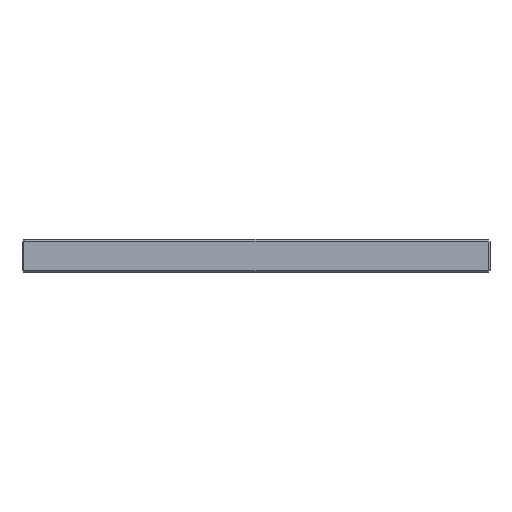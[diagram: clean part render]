
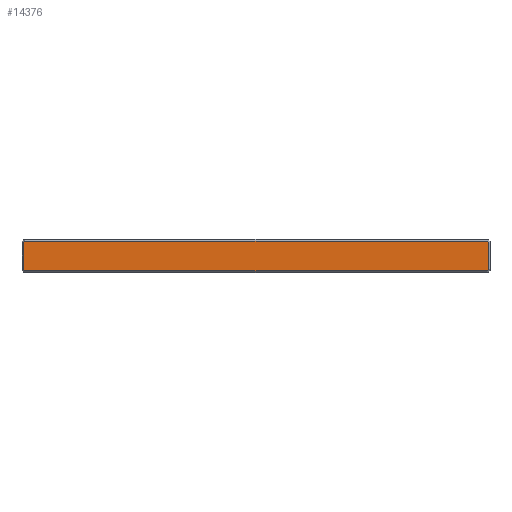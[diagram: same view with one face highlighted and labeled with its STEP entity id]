
A CAD part, front view. The second image highlights one B-rep face of the part: STEP entity #14376.
In plain terms, the highlighted planar face has unit normal (0, -1, 0).
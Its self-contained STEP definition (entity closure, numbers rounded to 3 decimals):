
#10301=FACE_OUTER_BOUND('',#27481,.T.);
#14376=ADVANCED_FACE('',(#10301),#19092,.T.);
#19092=PLANE('',#97112);
#27481=EDGE_LOOP('',(#33368,#33369,#33370,#33371,#33372,#33373,#33374,#33375));
#33368=ORIENTED_EDGE('',*,*,#67176,.T.);
#33369=ORIENTED_EDGE('',*,*,#67177,.F.);
#33370=ORIENTED_EDGE('',*,*,#67178,.T.);
#33371=ORIENTED_EDGE('',*,*,#67179,.T.);
#33372=ORIENTED_EDGE('',*,*,#67180,.T.);
#33373=ORIENTED_EDGE('',*,*,#67181,.F.);
#33374=ORIENTED_EDGE('',*,*,#67182,.T.);
#33375=ORIENTED_EDGE('',*,*,#67183,.T.);
#58592=VERTEX_POINT('',#127437);
#58593=VERTEX_POINT('',#127438);
#58594=VERTEX_POINT('',#127440);
#58595=VERTEX_POINT('',#127442);
#58596=VERTEX_POINT('',#127444);
#58597=VERTEX_POINT('',#127446);
#58598=VERTEX_POINT('',#127448);
#58599=VERTEX_POINT('',#127450);
#67176=EDGE_CURVE('',#58592,#58593,#79701,.T.);
#67177=EDGE_CURVE('',#58594,#58593,#79702,.T.);
#67178=EDGE_CURVE('',#58594,#58595,#79703,.T.);
#67179=EDGE_CURVE('',#58595,#58596,#79704,.T.);
#67180=EDGE_CURVE('',#58596,#58597,#79705,.T.);
#67181=EDGE_CURVE('',#58598,#58597,#79706,.T.);
#67182=EDGE_CURVE('',#58598,#58599,#79707,.T.);
#67183=EDGE_CURVE('',#58599,#58592,#79708,.T.);
#79701=LINE('',#127436,#88449);
#79702=LINE('',#127439,#88450);
#79703=LINE('',#127441,#88451);
#79704=LINE('',#127443,#88452);
#79705=LINE('',#127445,#88453);
#79706=LINE('',#127447,#88454);
#79707=LINE('',#127449,#88455);
#79708=LINE('',#127451,#88456);
#88449=VECTOR('',#104210,1.);
#88450=VECTOR('',#104211,1.);
#88451=VECTOR('',#104212,1.);
#88452=VECTOR('',#104213,1.);
#88453=VECTOR('',#104214,1.);
#88454=VECTOR('',#104215,1.);
#88455=VECTOR('',#104216,1.);
#88456=VECTOR('',#104217,1.);
#97112=AXIS2_PLACEMENT_3D('',#127452,#104218,#104219);
#104210=DIRECTION('',(-1.,0.,0.));
#104211=DIRECTION('',(0.577,0.,0.816));
#104212=DIRECTION('',(0.,0.,-1.));
#104213=DIRECTION('',(0.577,0.,-0.816));
#104214=DIRECTION('',(1.,0.,0.));
#104215=DIRECTION('',(-0.577,0.,-0.816));
#104216=DIRECTION('',(0.,0.,1.));
#104217=DIRECTION('',(-0.577,0.,0.816));
#104218=DIRECTION('',(0.,-1.,0.));
#104219=DIRECTION('',(1.,0.,0.));
#127436=CARTESIAN_POINT('',(-62.5,-4.5,4.));
#127437=CARTESIAN_POINT('',(61.8,-4.5,4.));
#127438=CARTESIAN_POINT('',(-61.8,-4.5,4.));
#127439=CARTESIAN_POINT('',(-62.082,-4.5,3.601));
#127440=CARTESIAN_POINT('',(-62.,-4.5,3.717));
#127441=CARTESIAN_POINT('',(-62.,-4.5,-4.));
#127442=CARTESIAN_POINT('',(-62.,-4.5,-3.717));
#127443=CARTESIAN_POINT('',(-66.04,-4.5,1.997));
#127444=CARTESIAN_POINT('',(-61.8,-4.5,-4.));
#127445=CARTESIAN_POINT('',(-62.5,-4.5,-4.));
#127446=CARTESIAN_POINT('',(61.8,-4.5,-4.));
#127447=CARTESIAN_POINT('',(62.082,-4.5,-3.601));
#127448=CARTESIAN_POINT('',(62.,-4.5,-3.717));
#127449=CARTESIAN_POINT('',(62.,-4.5,4.5));
#127450=CARTESIAN_POINT('',(62.,-4.5,3.717));
#127451=CARTESIAN_POINT('',(20.131,-4.5,62.929));
#127452=CARTESIAN_POINT('',(-62.5,-4.5,4.5));
